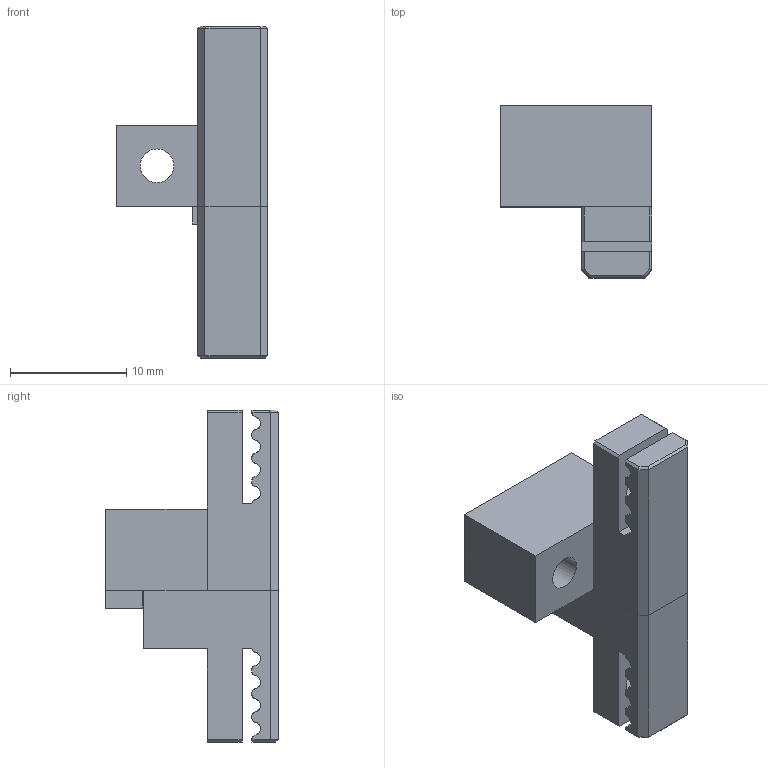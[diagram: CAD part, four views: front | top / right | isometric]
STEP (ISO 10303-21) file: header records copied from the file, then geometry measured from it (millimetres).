
FILE_DESCRIPTION(/* description */ (''),/* implementation_level */ '2;1');
FILE_NAME(/* name */ 'Perseus-y-belt-holder.step',/* time_stamp */ '2022-01-04T22:12:50+08:00',/* author */ (''),/* organization */ (''),/* preprocessor_version */ 'ST-DEVELOPER v18.1',/* originating_system */ 'Autodesk Translation Framework v10.10.0.1391',/* authorisation */ '');
FILE_SCHEMA (('AUTOMOTIVE_DESIGN { 1 0 10303 214 3 1 1 }'));
Length unit declared in the file: millimetre
Products named in the file (3): Belt Joint X; Belt Nut female X; Belt Nut male Z
Assembly tree (2 placements, depth 2):
  Belt Joint X
    Belt Nut female X
    Belt Nut male Z
Bounding box: 13 x 14.8 x 28.5 mm (x, y, z)
Volume: 1714 mm3; surface area: 1764.1 mm2
Topology: 2 solids, 2 shells, 90 faces, 246 edges, 161 vertices
Faces by surface type: plane 54, bspline 32, cylinder 4
Full cylindrical faces by diameter (mm): 2.9 x2, 3.9 x2
Entity records: 3025 total; most frequent: CARTESIAN_POINT 854, ORIENTED_EDGE 492, DIRECTION 316, EDGE_CURVE 246, LINE 174, VECTOR 174, VERTEX_POINT 161, EDGE_LOOP 97
